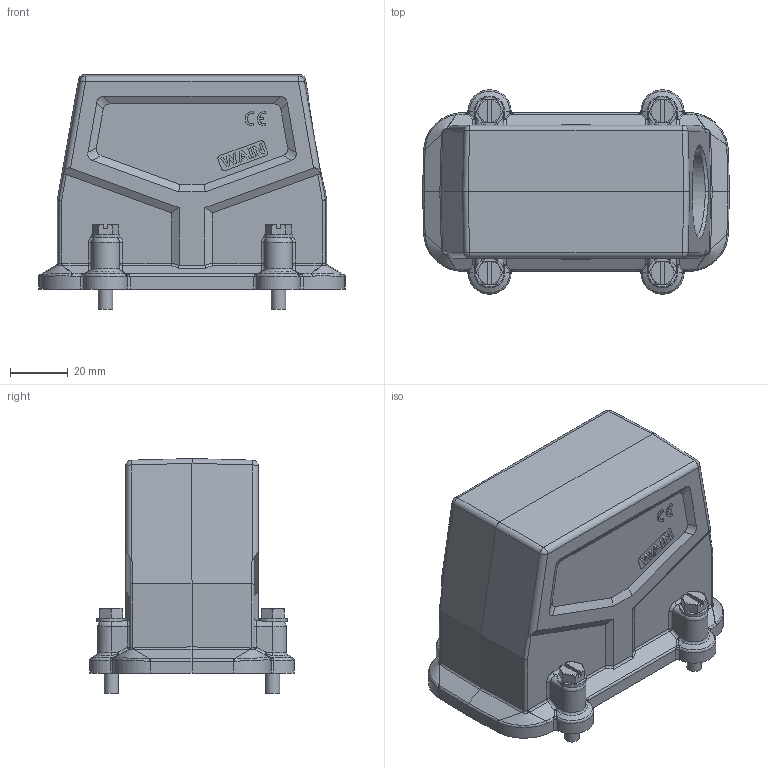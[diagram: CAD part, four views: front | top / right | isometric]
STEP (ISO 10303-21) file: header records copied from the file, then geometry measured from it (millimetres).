
FILE_DESCRIPTION(/* description */ (''),/* implementation_level */ '2;1');
FILE_NAME(/* name */ '3D_1112165305005_EMC.W16B-SEH-4S-PG29_V1.0_stp.stp',/* time_stamp */ '2024-03-19T18:45:10+08:00',/* author */ (''),/* organization */ (''),/* preprocessor_version */ 'ST-DEVELOPER v18.1',/* originating_system */ 'SIEMENS PLM Software NX 1980',/* authorisation */ '');
FILE_SCHEMA (('AUTOMOTIVE_DESIGN { 1 0 10303 214 3 1 1 1 }'));
Length unit declared in the file: millimetre
Products named in the file (1): 3D_1112165305005_EMC.W16B-SEH-4S-PG29_V1.0_stp
Bounding box: 106.5 x 71 x 81.5 mm (x, y, z)
Volume: 109374.6 mm3; surface area: 49259.8 mm2
Topology: 1 solids, 5 shells, 684 faces, 1701 edges, 1046 vertices
Faces by surface type: plane 273, cylinder 215, torus 80, cone 48, bspline 40, sphere 28
Full cylindrical faces by diameter (mm): 5 x8, 5.4 x4, 10 x4, 30.4 x1
Entity records: 21512 total; most frequent: CARTESIAN_POINT 6328, ORIENTED_EDGE 3248, DIRECTION 2903, EDGE_CURVE 1624, AXIS2_PLACEMENT_3D 1034, VERTEX_POINT 1020, LINE 835, VECTOR 835
